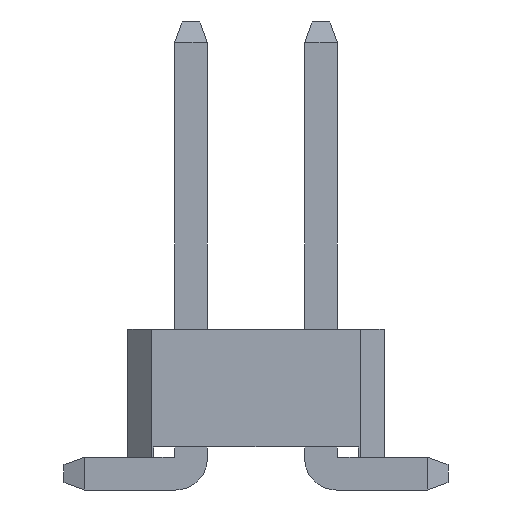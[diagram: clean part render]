
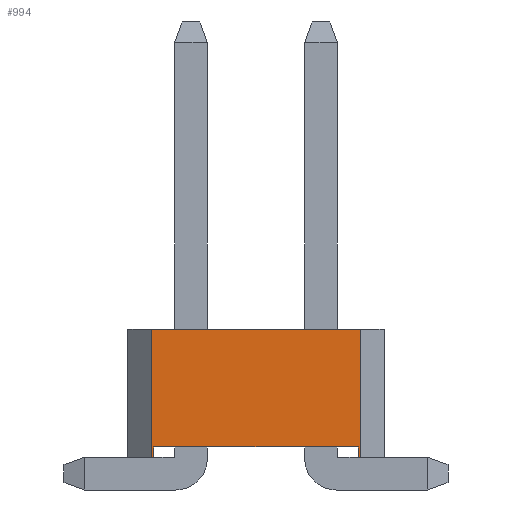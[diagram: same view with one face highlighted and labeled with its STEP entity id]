
A CAD part, left-side view. The second image highlights one B-rep face of the part: STEP entity #994.
In plain terms, the highlighted planar face has unit normal (-1, 0, 0).
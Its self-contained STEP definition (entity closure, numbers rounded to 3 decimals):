
#349 = VECTOR ( 'NONE', #13616, 1000. ) ;
#363 = VECTOR ( 'NONE', #3092, 1000. ) ;
#962 = LINE ( 'NONE', #7938, #8260 ) ;
#994 = ADVANCED_FACE ( 'NONE', ( #10385 ), #3415, .F. ) ;
#1006 = VERTEX_POINT ( 'NONE', #5221 ) ;
#1488 = CARTESIAN_POINT ( 'NONE',  ( -6.35, 2.05, 2.5 ) ) ;
#1673 = EDGE_CURVE ( 'NONE', #9964, #17568, #20528, .T. ) ;
#1826 = LINE ( 'NONE', #3294, #18872 ) ;
#1964 = CARTESIAN_POINT ( 'NONE',  ( -6.35, 2., 2.5 ) ) ;
#2531 = CARTESIAN_POINT ( 'NONE',  ( -6.35, 2.5, 2.5 ) ) ;
#2576 = ORIENTED_EDGE ( 'NONE', *, *, #7752, .T. ) ;
#3092 = DIRECTION ( 'NONE',  ( 0., 1., 0. ) ) ;
#3173 = LINE ( 'NONE', #19302, #349 ) ;
#3294 = CARTESIAN_POINT ( 'NONE',  ( -6.35, 2.5, 0. ) ) ;
#3415 = PLANE ( 'NONE',  #16989 ) ;
#3466 = EDGE_CURVE ( 'NONE', #1006, #11195, #8327, .T. ) ;
#3533 = DIRECTION ( 'NONE',  ( 0., -1., 0. ) ) ;
#3873 = CARTESIAN_POINT ( 'NONE',  ( -6.35, 2.5, 0. ) ) ;
#4257 = ORIENTED_EDGE ( 'NONE', *, *, #15883, .T. ) ;
#4720 = CARTESIAN_POINT ( 'NONE',  ( -6.35, -2.05, 2.5 ) ) ;
#4789 = VECTOR ( 'NONE', #18805, 1000. ) ;
#4999 = CARTESIAN_POINT ( 'NONE',  ( -6.35, 2.5, 0.2 ) ) ;
#5044 = CARTESIAN_POINT ( 'NONE',  ( -6.35, 2.05, 0. ) ) ;
#5221 = CARTESIAN_POINT ( 'NONE',  ( -6.35, -2., 0.2 ) ) ;
#5590 = ORIENTED_EDGE ( 'NONE', *, *, #13033, .F. ) ;
#7222 = CARTESIAN_POINT ( 'NONE',  ( -6.35, -2.05, 0. ) ) ;
#7752 = EDGE_CURVE ( 'NONE', #11442, #20870, #962, .T. ) ;
#7772 = ORIENTED_EDGE ( 'NONE', *, *, #3466, .F. ) ;
#7938 = CARTESIAN_POINT ( 'NONE',  ( -6.35, 2.05, 2.5 ) ) ;
#8260 = VECTOR ( 'NONE', #13233, 1000. ) ;
#8327 = LINE ( 'NONE', #4999, #363 ) ;
#8536 = DIRECTION ( 'NONE',  ( 1., 0., 0. ) ) ;
#9271 = ORIENTED_EDGE ( 'NONE', *, *, #1673, .T. ) ;
#9595 = VECTOR ( 'NONE', #18394, 1000. ) ;
#9658 = VECTOR ( 'NONE', #21280, 1000. ) ;
#9964 = VERTEX_POINT ( 'NONE', #7222 ) ;
#10081 = VERTEX_POINT ( 'NONE', #12865 ) ;
#10385 = FACE_OUTER_BOUND ( 'NONE', #18129, .T. ) ;
#10830 = DIRECTION ( 'NONE',  ( 0., -1., 0. ) ) ;
#11067 = LINE ( 'NONE', #3873, #12825 ) ;
#11195 = VERTEX_POINT ( 'NONE', #17548 ) ;
#11442 = VERTEX_POINT ( 'NONE', #1488 ) ;
#12825 = VECTOR ( 'NONE', #10830, 1000. ) ;
#12865 = CARTESIAN_POINT ( 'NONE',  ( -6.35, -2., 0. ) ) ;
#13033 = EDGE_CURVE ( 'NONE', #11195, #16976, #19448, .T. ) ;
#13233 = DIRECTION ( 'NONE',  ( 0., 0., -1. ) ) ;
#13402 = EDGE_CURVE ( 'NONE', #20870, #16976, #1826, .T. ) ;
#13616 = DIRECTION ( 'NONE',  ( 0., 0., -1. ) ) ;
#14695 = LINE ( 'NONE', #2531, #9595 ) ;
#14957 = CARTESIAN_POINT ( 'NONE',  ( -6.35, -2.05, 2.5 ) ) ;
#15278 = ORIENTED_EDGE ( 'NONE', *, *, #17703, .F. ) ;
#15687 = CARTESIAN_POINT ( 'NONE',  ( -6.35, 2.5, 2.5 ) ) ;
#15883 = EDGE_CURVE ( 'NONE', #1006, #10081, #3173, .T. ) ;
#16976 = VERTEX_POINT ( 'NONE', #18616 ) ;
#16989 = AXIS2_PLACEMENT_3D ( 'NONE', #15687, #8536, #19071 ) ;
#17548 = CARTESIAN_POINT ( 'NONE',  ( -6.35, 2., 0.2 ) ) ;
#17568 = VERTEX_POINT ( 'NONE', #14957 ) ;
#17703 = EDGE_CURVE ( 'NONE', #11442, #17568, #14695, .T. ) ;
#18129 = EDGE_LOOP ( 'NONE', ( #5590, #7772, #4257, #21361, #9271, #15278, #2576, #21479 ) ) ;
#18394 = DIRECTION ( 'NONE',  ( 0., -1., 0. ) ) ;
#18616 = CARTESIAN_POINT ( 'NONE',  ( -6.35, 2., 0. ) ) ;
#18805 = DIRECTION ( 'NONE',  ( 0., 0., 1. ) ) ;
#18872 = VECTOR ( 'NONE', #3533, 1000. ) ;
#19071 = DIRECTION ( 'NONE',  ( 0., 1., 0. ) ) ;
#19302 = CARTESIAN_POINT ( 'NONE',  ( -6.35, -2., 2.5 ) ) ;
#19448 = LINE ( 'NONE', #1964, #9658 ) ;
#19538 = EDGE_CURVE ( 'NONE', #10081, #9964, #11067, .T. ) ;
#20528 = LINE ( 'NONE', #4720, #4789 ) ;
#20870 = VERTEX_POINT ( 'NONE', #5044 ) ;
#21280 = DIRECTION ( 'NONE',  ( 0., 0., -1. ) ) ;
#21361 = ORIENTED_EDGE ( 'NONE', *, *, #19538, .T. ) ;
#21479 = ORIENTED_EDGE ( 'NONE', *, *, #13402, .T. ) ;
